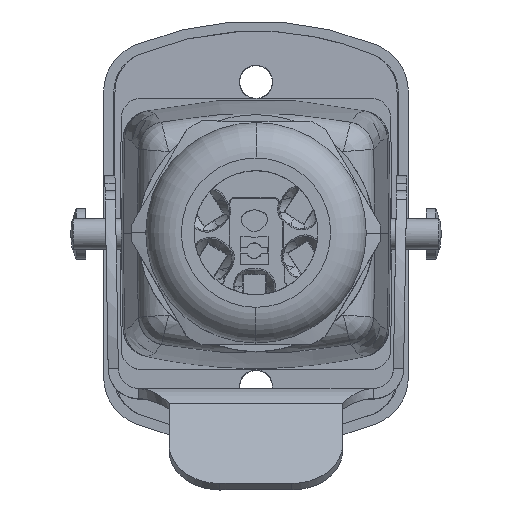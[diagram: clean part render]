
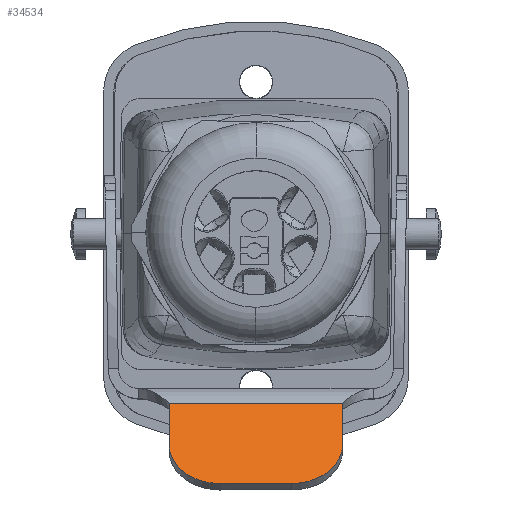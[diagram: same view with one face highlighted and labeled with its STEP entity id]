
A CAD part, top view. The second image highlights one B-rep face of the part: STEP entity #34534.
In plain terms, the highlighted planar face has unit normal (0, 0.643, 0.766).
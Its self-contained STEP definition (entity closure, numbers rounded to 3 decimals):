
#34485=AXIS2_PLACEMENT_3D('Plane Axis2P3D',#34482,#34483,#34484) ;
#34212=CARTESIAN_POINT('Vertex',(9.7,8.571,45.414)) ;
#34215=CARTESIAN_POINT('Line Origine',(24.005,8.571,45.414)) ;
#34219=CARTESIAN_POINT('Vertex',(26.773,8.571,45.414)) ;
#34482=CARTESIAN_POINT('Axis2P3D Location',(24.005,8.571,45.414)) ;
#34487=CARTESIAN_POINT('Line Origine',(9.7,4.607,48.741)) ;
#34491=CARTESIAN_POINT('Vertex',(9.7,4.473,48.853)) ;
#34495=CARTESIAN_POINT('Control Point',(9.7,4.473,48.853)) ;
#34496=CARTESIAN_POINT('Control Point',(9.7,3.27,49.863)) ;
#34497=CARTESIAN_POINT('Control Point',(10.315,2.065,50.873)) ;
#34498=CARTESIAN_POINT('Control Point',(11.557,1.114,51.672)) ;
#34499=CARTESIAN_POINT('Control Point',(13.129,0.643,52.067)) ;
#34500=CARTESIAN_POINT('Control Point',(14.7,0.643,52.067)) ;
#34501=CARTESIAN_POINT('Vertex',(14.7,0.643,52.067)) ;
#34504=CARTESIAN_POINT('Line Origine',(22.505,0.643,52.067)) ;
#34508=CARTESIAN_POINT('Vertex',(21.773,0.643,52.067)) ;
#34512=CARTESIAN_POINT('Control Point',(21.773,0.643,52.067)) ;
#34513=CARTESIAN_POINT('Control Point',(23.344,0.643,52.067)) ;
#34514=CARTESIAN_POINT('Control Point',(24.916,1.114,51.672)) ;
#34515=CARTESIAN_POINT('Control Point',(26.158,2.065,50.873)) ;
#34516=CARTESIAN_POINT('Control Point',(26.773,3.27,49.863)) ;
#34517=CARTESIAN_POINT('Control Point',(26.773,4.473,48.853)) ;
#34518=CARTESIAN_POINT('Vertex',(26.773,4.473,48.853)) ;
#34521=CARTESIAN_POINT('Line Origine',(26.773,4.607,48.741)) ;
#34216=DIRECTION('Vector Direction',(-1.,0.,0.)) ;
#34483=DIRECTION('Axis2P3D Direction',(0.,0.643,0.766)) ;
#34484=DIRECTION('Axis2P3D XDirection',(-1.,0.,0.)) ;
#34488=DIRECTION('Vector Direction',(0.,-0.766,0.643)) ;
#34505=DIRECTION('Vector Direction',(-1.,0.,0.)) ;
#34522=DIRECTION('Vector Direction',(0.,-0.766,0.643)) ;
#34217=VECTOR('Line Direction',#34216,1.) ;
#34489=VECTOR('Line Direction',#34488,1.) ;
#34506=VECTOR('Line Direction',#34505,1.) ;
#34523=VECTOR('Line Direction',#34522,1.) ;
#34527=ORIENTED_EDGE('',*,*,#34221,.F.) ;
#34528=ORIENTED_EDGE('',*,*,#34493,.T.) ;
#34529=ORIENTED_EDGE('',*,*,#34503,.T.) ;
#34530=ORIENTED_EDGE('',*,*,#34510,.T.) ;
#34531=ORIENTED_EDGE('',*,*,#34520,.F.) ;
#34532=ORIENTED_EDGE('',*,*,#34525,.F.) ;
#34534=ADVANCED_FACE('Hauptk\X2\00F6\X0\rper',(#34533),#34486,.T.) ;
#34494=B_SPLINE_CURVE_WITH_KNOTS('',5,(#34495,#34496,#34497,#34498,#34499,#34500),.UNSPECIFIED.,.F.,.U.,(6,6),(0.,7.854),.UNSPECIFIED.) ;
#34511=B_SPLINE_CURVE_WITH_KNOTS('',5,(#34512,#34513,#34514,#34515,#34516,#34517),.UNSPECIFIED.,.F.,.U.,(6,6),(7.854,15.708),.UNSPECIFIED.) ;
#34221=EDGE_CURVE('',#34213,#34220,#34218,.F.) ;
#34493=EDGE_CURVE('',#34213,#34492,#34490,.T.) ;
#34503=EDGE_CURVE('',#34492,#34502,#34494,.T.) ;
#34510=EDGE_CURVE('',#34502,#34509,#34507,.F.) ;
#34520=EDGE_CURVE('',#34519,#34509,#34511,.F.) ;
#34525=EDGE_CURVE('',#34220,#34519,#34524,.T.) ;
#34526=EDGE_LOOP('',(#34527,#34528,#34529,#34530,#34531,#34532)) ;
#34533=FACE_OUTER_BOUND('',#34526,.T.) ;
#34218=LINE('Line',#34215,#34217) ;
#34490=LINE('Line',#34487,#34489) ;
#34507=LINE('Line',#34504,#34506) ;
#34524=LINE('Line',#34521,#34523) ;
#34486=PLANE('',#34485) ;
#34213=VERTEX_POINT('',#34212) ;
#34220=VERTEX_POINT('',#34219) ;
#34492=VERTEX_POINT('',#34491) ;
#34502=VERTEX_POINT('',#34501) ;
#34509=VERTEX_POINT('',#34508) ;
#34519=VERTEX_POINT('',#34518) ;
